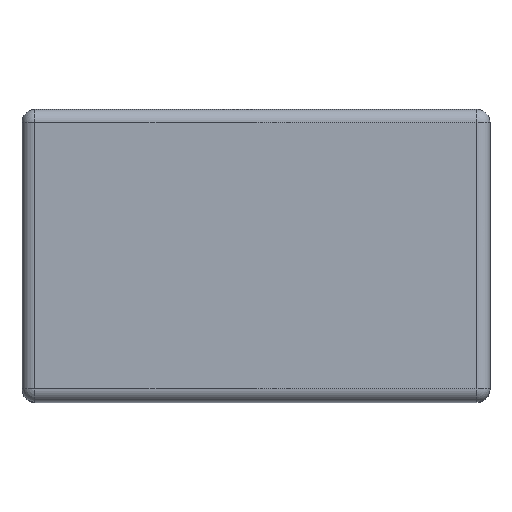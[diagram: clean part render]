
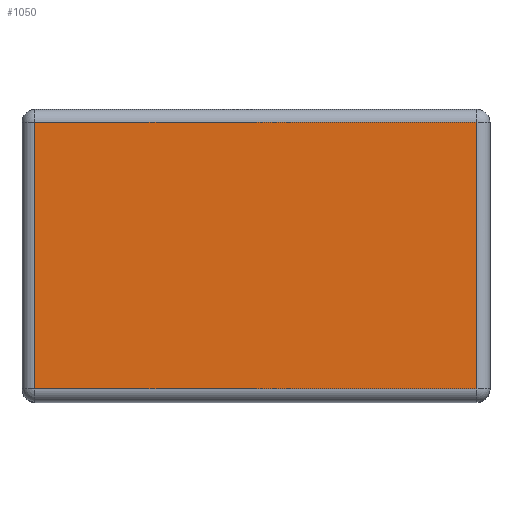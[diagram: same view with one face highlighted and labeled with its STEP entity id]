
A CAD part, top view. The second image highlights one B-rep face of the part: STEP entity #1050.
In plain terms, the highlighted free-form (B-spline) face has degree [1, 1] with [2, 2] control points.
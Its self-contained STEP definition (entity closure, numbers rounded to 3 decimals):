
#665=CARTESIAN_POINT('',(3.4,-2.05,6.0));
#666=VERTEX_POINT('',#665);
#700=CARTESIAN_POINT('',(3.4,2.05,6.0));
#701=VERTEX_POINT('',#700);
#726=CARTESIAN_POINT('',(-3.4,-2.05,6.0));
#727=VERTEX_POINT('',#726);
#759=CARTESIAN_POINT('',(-3.4,2.05,6.0));
#760=VERTEX_POINT('',#759);
#834=CARTESIAN_POINT('',(-3.4,-2.05,6.0));
#835=DIRECTION('',(0.0,1.0,0.0));
#836=VECTOR('',#835,4.1);
#837=LINE('',#834,#836);
#838=EDGE_CURVE('',#727,#760,#837,.T.);
#856=CARTESIAN_POINT('',(-3.4,2.05,6.0));
#857=DIRECTION('',(1.0,0.0,0.0));
#858=VECTOR('',#857,6.8);
#859=LINE('',#856,#858);
#860=EDGE_CURVE('',#760,#701,#859,.T.);
#878=CARTESIAN_POINT('',(3.4,-2.05,6.0));
#879=DIRECTION('',(-1.0,0.0,0.0));
#880=VECTOR('',#879,6.8);
#881=LINE('',#878,#880);
#882=EDGE_CURVE('',#666,#727,#881,.T.);
#932=CARTESIAN_POINT('',(3.4,2.05,6.0));
#933=DIRECTION('',(0.0,-1.0,0.0));
#934=VECTOR('',#933,4.1);
#935=LINE('',#932,#934);
#936=EDGE_CURVE('',#701,#666,#935,.T.);
#1039=CARTESIAN_POINT('',(-3.4,-2.05,6.0));
#1040=CARTESIAN_POINT('',(3.4,-2.05,6.0));
#1041=CARTESIAN_POINT('',(-3.4,2.05,6.0));
#1042=CARTESIAN_POINT('',(3.4,2.05,6.0));
#1043=B_SPLINE_SURFACE_WITH_KNOTS('',1,1,((#1039,#1041),(#1040,#1042)),.UNSPECIFIED.,.F.,.F.,.U.,(2,2),(2,2),(0.0,6.8),(0.0,4.1),.UNSPECIFIED.);
#1044=ORIENTED_EDGE('',*,*,#838,.F.);
#1045=ORIENTED_EDGE('',*,*,#882,.F.);
#1046=ORIENTED_EDGE('',*,*,#936,.F.);
#1047=ORIENTED_EDGE('',*,*,#860,.F.);
#1048=EDGE_LOOP('',(#1044,#1045,#1046,#1047));
#1049=FACE_OUTER_BOUND('',#1048,.T.);
#1050=ADVANCED_FACE('',(#1049),#1043,.T.);
